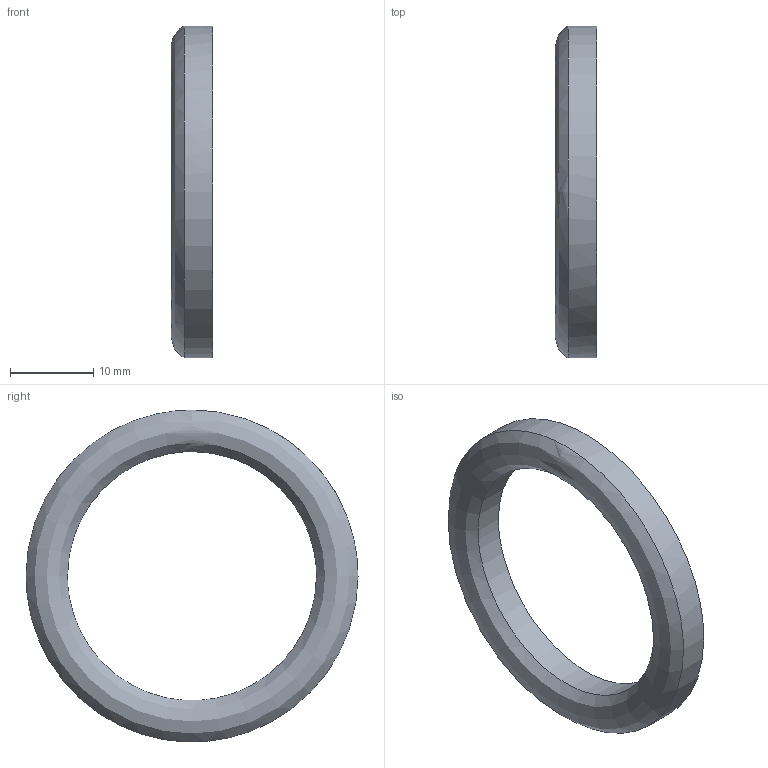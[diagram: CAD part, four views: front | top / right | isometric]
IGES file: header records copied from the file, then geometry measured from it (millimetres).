
Global section: file name: 0040025000; native system: Autodesk Inventor 2015; preprocessor: unknown; author: Struska Martin; organization: Bupospol, Armaturka Koukol, spol. s r.o.; date: 20160301.101833; units: millimetre
Bounding box: 5 x 40 x 39.98 mm (x, y, z)
Volume: 2507.9 mm3; surface area: 1990.9 mm2
Topology: 1 solids, 1 shells, 4 faces, 13 edges, 10 vertices
Faces by surface type: bspline 4
